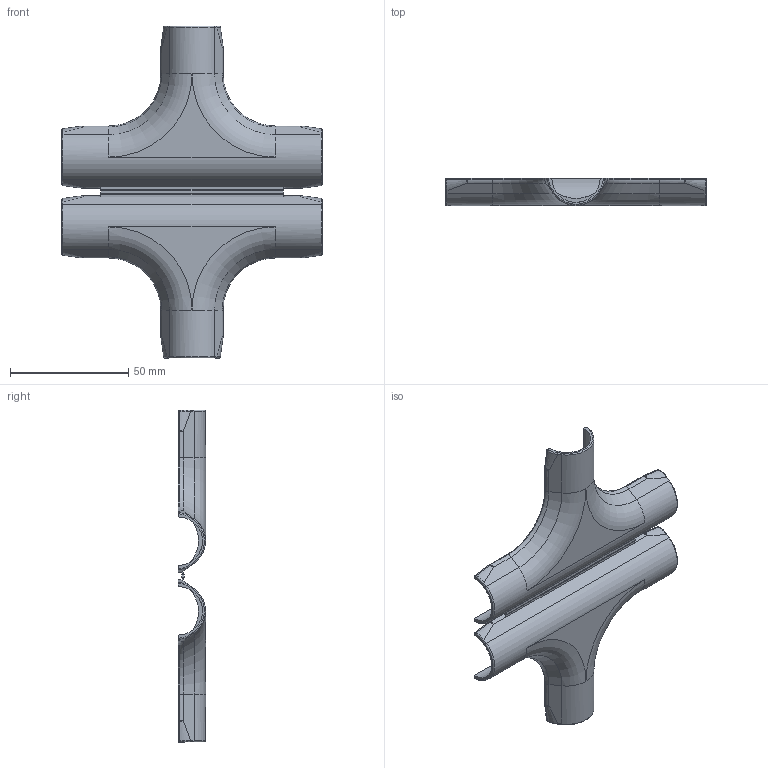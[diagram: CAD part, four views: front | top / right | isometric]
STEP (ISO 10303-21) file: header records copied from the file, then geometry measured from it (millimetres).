
FILE_DESCRIPTION (( 'STEP AP214' ), '1' );
FILE_NAME ('2153841.stp', '2024-09-04T09:01:22', ( '' ), ( '' ), 'SwSTEP 2.0', 'SolidWorks 2022', '' );
FILE_SCHEMA (( 'AUTOMOTIVE_DESIGN' ));
Length unit declared in the file: millimetre
Products named in the file (1): 2153841
Bounding box: 110 x 11.5 x 140.25 mm (x, y, z)
Volume: 16686 mm3; surface area: 24050.8 mm2
Topology: 1 solids, 1 shells, 204 faces, 542 edges, 328 vertices
Faces by surface type: plane 74, cylinder 66, bspline 42, torus 18, cone 4
Entity records: 7938 total; most frequent: CARTESIAN_POINT 3275, ORIENTED_EDGE 1060, DIRECTION 872, EDGE_CURVE 530, AXIS2_PLACEMENT_3D 333, VERTEX_POINT 328, LINE 206, VECTOR 206
